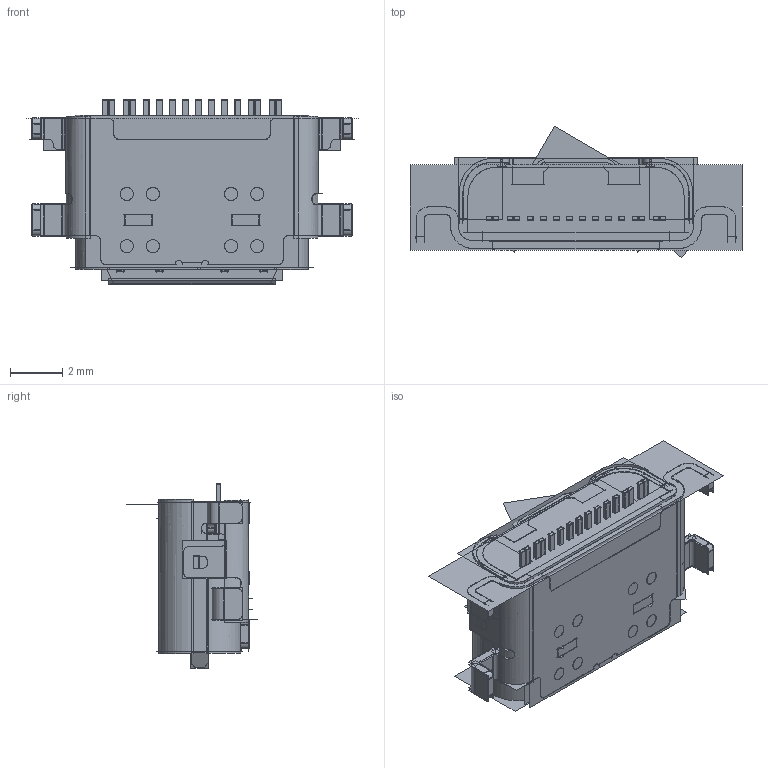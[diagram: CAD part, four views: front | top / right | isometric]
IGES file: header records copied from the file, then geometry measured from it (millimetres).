
Start section:  PTC IGES file: BBB.igs
Global section: file name: BBB.igs; native system: Creo Parametric by PTC Inc.; preprocessor: 2016510; author: Administrator; organization: Unknown; date: 20180307.174346; units: millimetre
Bounding box: 12.73 x 5.04 x 7.09 mm (x, y, z)
Volume: 331.2 mm3; surface area: 7913.1 mm2
Topology: 1 solids, 1 shells, 1748 faces, 11697 edges, 16463 vertices
Faces by surface type: bspline 1252, revolution 496
